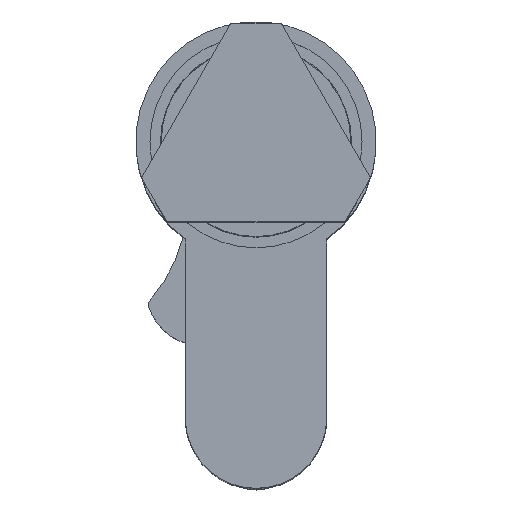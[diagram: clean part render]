
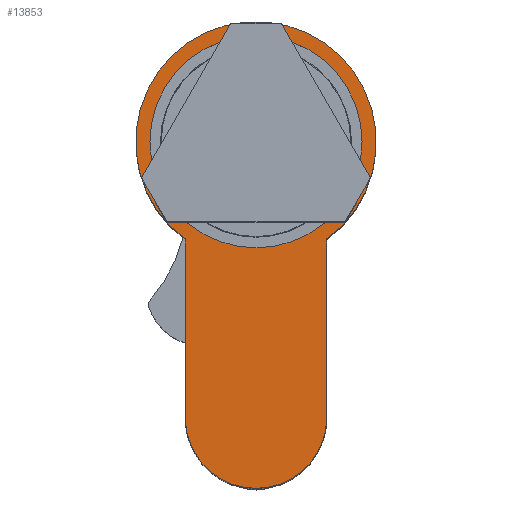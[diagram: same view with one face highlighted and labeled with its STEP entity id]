
A CAD part, top view. The second image highlights one B-rep face of the part: STEP entity #13853.
In plain terms, the highlighted planar face has unit normal (0, 0, 1).
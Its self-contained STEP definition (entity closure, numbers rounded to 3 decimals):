
#723 = DIRECTION ( 'NONE',  ( 0., -1., 0. ) ) ;
#764 = ORIENTED_EDGE ( 'NONE', *, *, #6264, .T. ) ;
#1039 = CARTESIAN_POINT ( 'NONE',  ( 5., 5., 20. ) ) ;
#1049 = DIRECTION ( 'NONE',  ( 0., 0., 1. ) ) ;
#1104 = VERTEX_POINT ( 'NONE', #7974 ) ;
#1153 = AXIS2_PLACEMENT_3D ( 'NONE', #2044, #7568, #5398 ) ;
#1167 = EDGE_LOOP ( 'NONE', ( #1318 ) ) ;
#1318 = ORIENTED_EDGE ( 'NONE', *, *, #5141, .F. ) ;
#1614 = CARTESIAN_POINT ( 'NONE',  ( 5., 17.626, 20. ) ) ;
#2044 = CARTESIAN_POINT ( 'NONE',  ( 0., 24.5, 20. ) ) ;
#2053 = PLANE ( 'NONE',  #12463 ) ;
#2310 = CARTESIAN_POINT ( 'NONE',  ( 7.5, 24.5, 20. ) ) ;
#2379 = DIRECTION ( 'NONE',  ( 0., 0., 1. ) ) ;
#2380 = VERTEX_POINT ( 'NONE', #3175 ) ;
#2477 = LINE ( 'NONE', #4968, #13513 ) ;
#2974 = CIRCLE ( 'NONE', #12867, 5. ) ;
#3175 = CARTESIAN_POINT ( 'NONE',  ( -5., 5., 20. ) ) ;
#3298 = EDGE_CURVE ( 'NONE', #2380, #9400, #2974, .T. ) ;
#3543 = ORIENTED_EDGE ( 'NONE', *, *, #8011, .T. ) ;
#3685 = CARTESIAN_POINT ( 'NONE',  ( -5., 17.626, 20. ) ) ;
#3801 = EDGE_LOOP ( 'NONE', ( #4029, #6207, #764, #3543 ) ) ;
#4029 = ORIENTED_EDGE ( 'NONE', *, *, #3298, .T. ) ;
#4968 = CARTESIAN_POINT ( 'NONE',  ( -5., 5., 20. ) ) ;
#5141 = EDGE_CURVE ( 'NONE', #7989, #7989, #5280, .T. ) ;
#5280 = CIRCLE ( 'NONE', #1153, 7.5 ) ;
#5398 = DIRECTION ( 'NONE',  ( 1., 0., 0. ) ) ;
#5496 = VECTOR ( 'NONE', #8180, 1000. ) ;
#6207 = ORIENTED_EDGE ( 'NONE', *, *, #6922, .T. ) ;
#6264 = EDGE_CURVE ( 'NONE', #1104, #11549, #9186, .T. ) ;
#6383 = DIRECTION ( 'NONE',  ( 0., 0., 1. ) ) ;
#6627 = AXIS2_PLACEMENT_3D ( 'NONE', #10869, #2379, #11052 ) ;
#6922 = EDGE_CURVE ( 'NONE', #9400, #1104, #7023, .T. ) ;
#7023 = LINE ( 'NONE', #1614, #5496 ) ;
#7433 = CARTESIAN_POINT ( 'NONE',  ( 0., 5., 20. ) ) ;
#7568 = DIRECTION ( 'NONE',  ( 0., 0., 1. ) ) ;
#7974 = CARTESIAN_POINT ( 'NONE',  ( 5., 17.626, 20. ) ) ;
#7989 = VERTEX_POINT ( 'NONE', #2310 ) ;
#8011 = EDGE_CURVE ( 'NONE', #11549, #2380, #2477, .T. ) ;
#8180 = DIRECTION ( 'NONE',  ( 0., 1., 0. ) ) ;
#8504 = DIRECTION ( 'NONE',  ( 1., 0., 0. ) ) ;
#8546 = CARTESIAN_POINT ( 'NONE',  ( 0., 5., 20. ) ) ;
#8816 = FACE_OUTER_BOUND ( 'NONE', #3801, .T. ) ;
#9186 = CIRCLE ( 'NONE', #6627, 8.5 ) ;
#9400 = VERTEX_POINT ( 'NONE', #1039 ) ;
#10869 = CARTESIAN_POINT ( 'NONE',  ( 0., 24.5, 20. ) ) ;
#11052 = DIRECTION ( 'NONE',  ( 1., 0., 0. ) ) ;
#11549 = VERTEX_POINT ( 'NONE', #3685 ) ;
#12172 = FACE_BOUND ( 'NONE', #1167, .T. ) ;
#12463 = AXIS2_PLACEMENT_3D ( 'NONE', #8546, #6383, #13840 ) ;
#12867 = AXIS2_PLACEMENT_3D ( 'NONE', #7433, #1049, #8504 ) ;
#13513 = VECTOR ( 'NONE', #723, 1000. ) ;
#13840 = DIRECTION ( 'NONE',  ( 1., 0., 0. ) ) ;
#13853 = ADVANCED_FACE ( 'NONE', ( #12172, #8816 ), #2053, .T. ) ;
